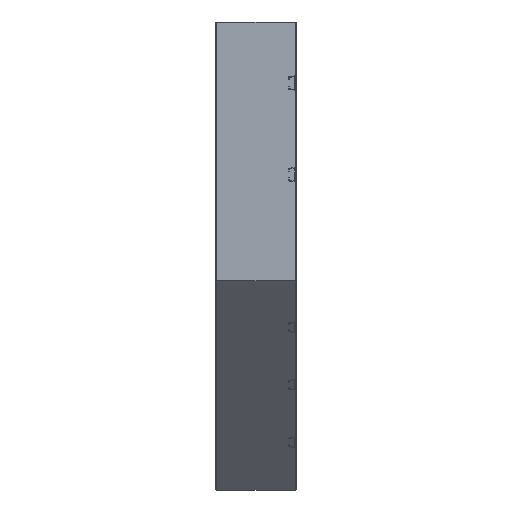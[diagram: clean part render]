
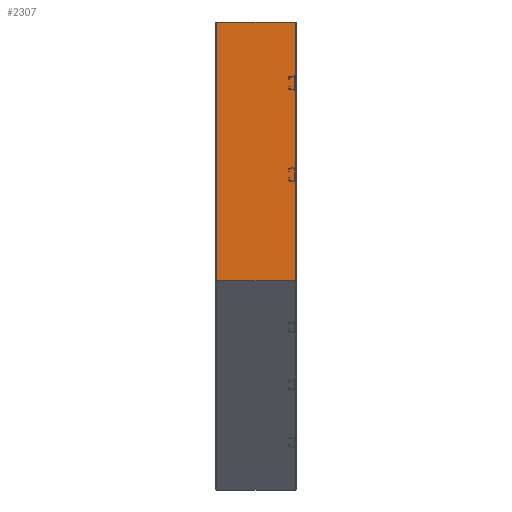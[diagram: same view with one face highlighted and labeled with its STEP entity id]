
A CAD part, left-side view. The second image highlights one B-rep face of the part: STEP entity #2307.
In plain terms, the highlighted planar face has unit normal (-1, 0, 0).
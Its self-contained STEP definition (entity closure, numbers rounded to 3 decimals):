
#1340=DIRECTION('',(0.,1.,0.));
#1341=VECTOR('',#1340,192.);
#1342=CARTESIAN_POINT('',(-400.,4.,750.));
#1343=LINE('',#1342,#1341);
#1493=DIRECTION('',(0.,0.,-1.));
#1494=VECTOR('',#1493,636.396);
#1495=CARTESIAN_POINT('',(-400.,196.,750.));
#1496=LINE('',#1495,#1494);
#1497=DIRECTION('',(0.,0.,-1.));
#1498=VECTOR('',#1497,636.396);
#1499=CARTESIAN_POINT('',(-400.,4.,750.));
#1500=LINE('',#1499,#1498);
#1522=CARTESIAN_POINT('',(-400.,4.,113.604));
#1891=DIRECTION('',(0.,1.,0.));
#1892=VECTOR('',#1891,192.);
#1893=CARTESIAN_POINT('',(-400.,4.,113.604));
#1894=LINE('',#1893,#1892);
#1911=CARTESIAN_POINT('',(-400.,4.,750.));
#1912=VERTEX_POINT('',#1911);
#1913=CARTESIAN_POINT('',(-400.,196.,750.));
#1914=VERTEX_POINT('',#1913);
#1940=VERTEX_POINT('',#1522);
#1941=CARTESIAN_POINT('',(-400.,196.,113.604));
#1942=VERTEX_POINT('',#1941);
#2294=CARTESIAN_POINT('',(-400.,4.,750.));
#2295=DIRECTION('',(-1.,0.,0.));
#2296=DIRECTION('',(0.,1.,0.));
#2297=AXIS2_PLACEMENT_3D('',#2294,#2295,#2296);
#2298=PLANE('',#2297);
#2299=ORIENTED_EDGE('',*,*,#2026,.F.);
#2301=ORIENTED_EDGE('',*,*,#2300,.T.);
#2303=ORIENTED_EDGE('',*,*,#2302,.T.);
#2304=ORIENTED_EDGE('',*,*,#2286,.F.);
#2305=EDGE_LOOP('',(#2299,#2301,#2303,#2304));
#2306=FACE_OUTER_BOUND('',#2305,.F.);
#2307=ADVANCED_FACE('',(#2306),#2298,.T.);
#2026=EDGE_CURVE('',#1912,#1914,#1343,.T.);
#2286=EDGE_CURVE('',#1914,#1942,#1496,.T.);
#2300=EDGE_CURVE('',#1912,#1940,#1500,.T.);
#2302=EDGE_CURVE('',#1940,#1942,#1894,.T.);
